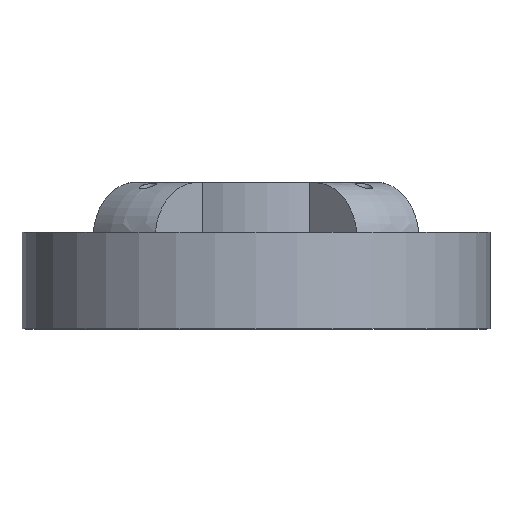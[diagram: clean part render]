
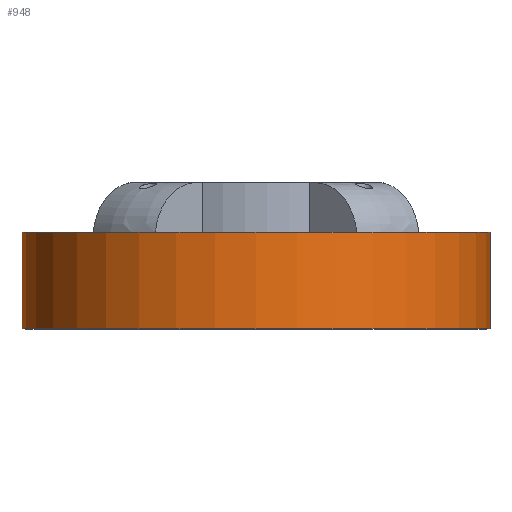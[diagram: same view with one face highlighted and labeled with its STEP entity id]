
A CAD part, top view. The second image highlights one B-rep face of the part: STEP entity #948.
In plain terms, the highlighted cylindrical face has radius 16.5 mm (diameter 33 mm), a full revolution.
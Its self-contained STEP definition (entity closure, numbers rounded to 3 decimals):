
#24=CYLINDRICAL_SURFACE('',#1047,16.5);
#83=LINE('',#1888,#162);
#162=VECTOR('',#1262,16.5);
#247=FACE_OUTER_BOUND('',#298,.T.);
#298=EDGE_LOOP('',(#817,#818,#819,#820));
#339=CIRCLE('',#1013,16.5);
#349=CIRCLE('',#1030,16.5);
#437=VERTEX_POINT('',#1795);
#449=VERTEX_POINT('',#1836);
#547=EDGE_CURVE('',#437,#437,#339,.T.);
#569=EDGE_CURVE('',#449,#449,#349,.T.);
#597=EDGE_CURVE('',#437,#449,#83,.T.);
#817=ORIENTED_EDGE('',*,*,#547,.T.);
#818=ORIENTED_EDGE('',*,*,#597,.T.);
#819=ORIENTED_EDGE('',*,*,#569,.F.);
#820=ORIENTED_EDGE('',*,*,#597,.F.);
#948=ADVANCED_FACE('',(#247),#24,.T.);
#1013=AXIS2_PLACEMENT_3D('',#1796,#1167,#1168);
#1030=AXIS2_PLACEMENT_3D('',#1837,#1213,#1214);
#1047=AXIS2_PLACEMENT_3D('',#1887,#1260,#1261);
#1167=DIRECTION('center_axis',(0.,-1.,0.));
#1168=DIRECTION('ref_axis',(1.,0.,0.));
#1213=DIRECTION('center_axis',(0.,-1.,0.));
#1214=DIRECTION('ref_axis',(1.,0.,0.));
#1260=DIRECTION('center_axis',(0.,1.,0.));
#1261=DIRECTION('ref_axis',(1.,0.,0.));
#1262=DIRECTION('',(0.,-1.,0.));
#1795=CARTESIAN_POINT('',(-16.5,1.,0.));
#1796=CARTESIAN_POINT('Origin',(0.,1.,0.));
#1836=CARTESIAN_POINT('',(-16.5,-5.8,0.));
#1837=CARTESIAN_POINT('Origin',(0.,-5.8,0.));
#1887=CARTESIAN_POINT('Origin',(0.,-0.8,0.));
#1888=CARTESIAN_POINT('',(-16.5,-0.8,0.));
